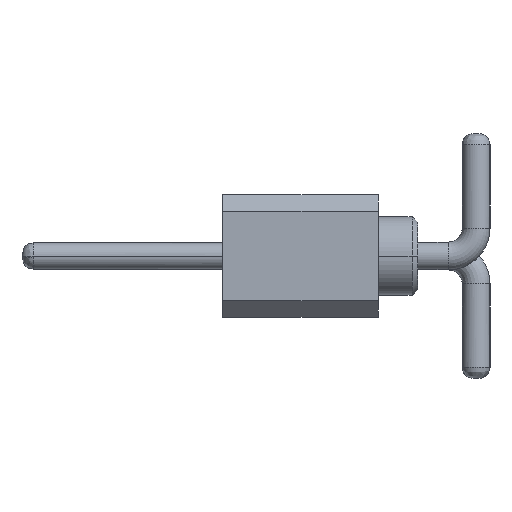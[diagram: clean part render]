
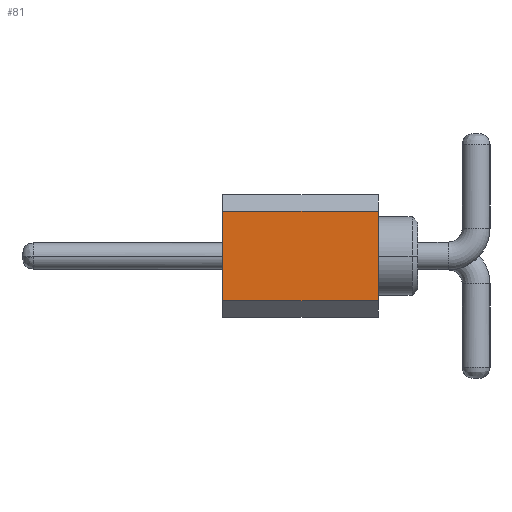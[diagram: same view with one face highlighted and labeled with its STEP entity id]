
A CAD part, left-side view. The second image highlights one B-rep face of the part: STEP entity #81.
In plain terms, the highlighted planar face has unit normal (-1, 0, 0).
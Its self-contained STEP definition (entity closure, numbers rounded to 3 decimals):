
#30=CARTESIAN_POINT('',(0.,1.4,-1.1));
#31=DIRECTION('',(0.,0.,1.));
#32=DIRECTION('',(-1.,0.,0.));
#33=AXIS2_PLACEMENT_3D('',#30,#32,#31);
#34=PLANE('',#33);
#35=CARTESIAN_POINT('',(0.,2.8,-1.9));
#36=VERTEX_POINT('',#35);
#37=CARTESIAN_POINT('',(0.,2.8,-0.3));
#38=VERTEX_POINT('',#37);
#39=CARTESIAN_POINT('',(0.,2.8,-1.9));
#40=CARTESIAN_POINT('',(0.,2.8,-1.58));
#41=CARTESIAN_POINT('',(0.,2.8,-1.26));
#42=CARTESIAN_POINT('',(0.,2.8,-0.94));
#43=CARTESIAN_POINT('',(0.,2.8,-0.62));
#44=CARTESIAN_POINT('',(0.,2.8,-0.3));
#45=B_SPLINE_CURVE_WITH_KNOTS('',5,(#39,#40,#41,#42,#43,#44),.UNSPECIFIED.,.F.,.U.,(6,6),(0.,1.6),.UNSPECIFIED.);
#46=EDGE_CURVE('',#36,#38,#45,.T.);
#47=ORIENTED_EDGE('',*,*,#46,.F.);
#48=CARTESIAN_POINT('',(0.,0.,-1.9));
#49=VERTEX_POINT('',#48);
#50=CARTESIAN_POINT('',(0.,2.8,-1.9));
#51=CARTESIAN_POINT('',(0.,2.24,-1.9));
#52=CARTESIAN_POINT('',(0.,1.68,-1.9));
#53=CARTESIAN_POINT('',(0.,1.12,-1.9));
#54=CARTESIAN_POINT('',(0.,0.56,-1.9));
#55=CARTESIAN_POINT('',(0.,0.,-1.9));
#56=B_SPLINE_CURVE_WITH_KNOTS('',5,(#50,#51,#52,#53,#54,#55),.UNSPECIFIED.,.F.,.U.,(6,6),(0.,2.8),.UNSPECIFIED.);
#57=EDGE_CURVE('',#36,#49,#56,.T.);
#58=ORIENTED_EDGE('',*,*,#57,.T.);
#59=CARTESIAN_POINT('',(0.,0.,-0.3));
#60=VERTEX_POINT('',#59);
#61=CARTESIAN_POINT('',(0.,0.,-1.9));
#62=CARTESIAN_POINT('',(0.,0.,-1.58));
#63=CARTESIAN_POINT('',(0.,0.,-1.26));
#64=CARTESIAN_POINT('',(0.,0.,-0.94));
#65=CARTESIAN_POINT('',(0.,0.,-0.62));
#66=CARTESIAN_POINT('',(0.,0.,-0.3));
#67=B_SPLINE_CURVE_WITH_KNOTS('',5,(#61,#62,#63,#64,#65,#66),.UNSPECIFIED.,.F.,.U.,(6,6),(0.,1.6),.UNSPECIFIED.);
#68=EDGE_CURVE('',#49,#60,#67,.T.);
#69=ORIENTED_EDGE('',*,*,#68,.T.);
#70=CARTESIAN_POINT('',(0.,2.8,-0.3));
#71=CARTESIAN_POINT('',(0.,2.24,-0.3));
#72=CARTESIAN_POINT('',(0.,1.68,-0.3));
#73=CARTESIAN_POINT('',(0.,1.12,-0.3));
#74=CARTESIAN_POINT('',(0.,0.56,-0.3));
#75=CARTESIAN_POINT('',(0.,0.,-0.3));
#76=B_SPLINE_CURVE_WITH_KNOTS('',5,(#70,#71,#72,#73,#74,#75),.UNSPECIFIED.,.F.,.U.,(6,6),(0.,2.8),.UNSPECIFIED.);
#77=EDGE_CURVE('',#38,#60,#76,.T.);
#78=ORIENTED_EDGE('',*,*,#77,.F.);
#79=EDGE_LOOP('',(#47,#58,#69,#78));
#80=FACE_OUTER_BOUND('',#79,.T.);
#81=ADVANCED_FACE('',(#80),#34,.T.);
